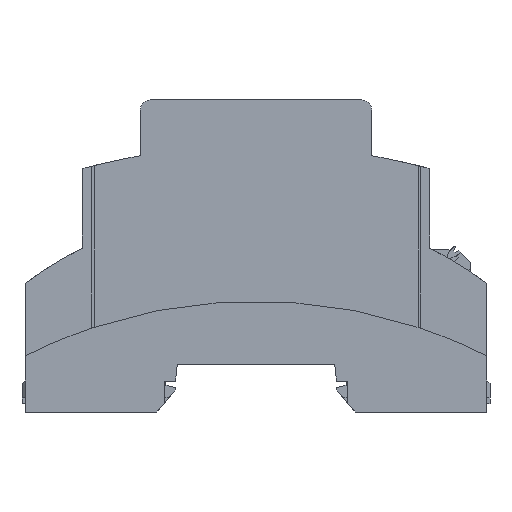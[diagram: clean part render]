
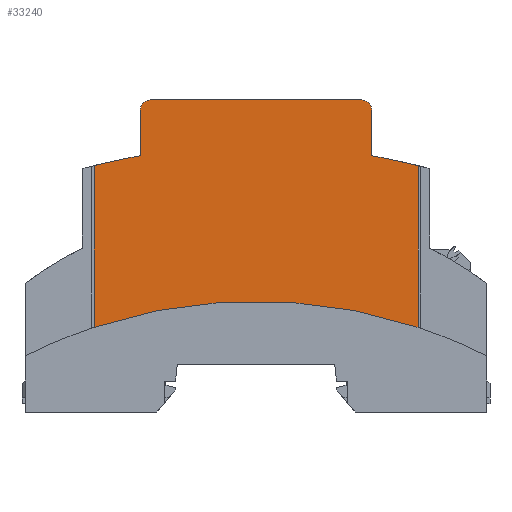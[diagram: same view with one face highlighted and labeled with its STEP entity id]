
A CAD part, left-side view. The second image highlights one B-rep face of the part: STEP entity #33240.
In plain terms, the highlighted face is planar.
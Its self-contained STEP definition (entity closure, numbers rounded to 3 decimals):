
#680=CARTESIAN_POINT('',(-22.5,52.7,0.2));
#690=VERTEX_POINT('',#680);
#720=CARTESIAN_POINT('',(-20.5,52.7,0.2));
#730=DIRECTION('',(0.,0.,-1.));
#740=DIRECTION('',(0.,-1.,0.));
#750=AXIS2_PLACEMENT_3D('',#720,#730,#740);
#760=CIRCLE('',#750,2.);
#770=CARTESIAN_POINT('',(-20.5,54.7,0.2));
#780=VERTEX_POINT('',#770);
#790=EDGE_CURVE('',#690,#780,#760,.T.);
#1080=CARTESIAN_POINT('',(-22.5,43.833,0.2));
#1090=VERTEX_POINT('',#1080);
#1990=CARTESIAN_POINT('',(0.,-83.9,0.2))
;
#2000=DIRECTION('',(0.,0.,-1.));
#2010=DIRECTION('',(1.,0.,0.));
#2020=AXIS2_PLACEMENT_3D('',#1990,#2000,#2010);
#2030=CIRCLE('',#2020,129.7);
#2290=CARTESIAN_POINT('',(-31.5,41.917,
0.2));
#2300=VERTEX_POINT('',#2290);
#2330=EDGE_CURVE('',#2300,#1090,#2030,.T.);
#14850=CARTESIAN_POINT('',(0.,4.45,
0.2));
#14860=DIRECTION('',(0.,0.,-1.));
#14870=DIRECTION('',(-1.,0.,0.));
#14880=AXIS2_PLACEMENT_3D('',#14850,#14860,#14870);
#14890=PLANE('',#14880);
#15170=CARTESIAN_POINT('',(0.,-83.9,0.2
));
#15180=DIRECTION('',(0.,0.,-1.));
#15190=DIRECTION('',(1.,0.,0.));
#15200=AXIS2_PLACEMENT_3D('',#15170,#15180,#15190);
#15210=CIRCLE('',#15200,129.7);
#15340=CARTESIAN_POINT('',(0.,-83.9,
0.2));
#15350=DIRECTION('',(0.,0.,1.));
#15360=DIRECTION('',(1.,0.,0.));
#15370=AXIS2_PLACEMENT_3D('',#15340,#15350,#15360);
#15380=CIRCLE('',#15370,99.5);
#16390=CARTESIAN_POINT('',(-31.5,10.482,
0.2));
#16400=VERTEX_POINT('',#16390);
#16430=CARTESIAN_POINT('',(-31.5,4.45,
0.2));
#16440=DIRECTION('',(0.,1.,0.));
#16450=VECTOR('',#16440,1.);
#16460=LINE('',#16430,#16450);
#16470=EDGE_CURVE('',#16400,#2300,#16460,.T.);
#29100=CARTESIAN_POINT('',(-22.5,4.45,0.2));
#29110=DIRECTION('',(0.,1.,0.));
#29120=VECTOR('',#29110,1.);
#29130=LINE('',#29100,#29120);
#29140=EDGE_CURVE('',#1090,#690,#29130,.T.);
#32790=CARTESIAN_POINT('',(22.5,43.833,
0.2));
#32800=VERTEX_POINT('',#32790);
#32810=CARTESIAN_POINT('',(31.5,41.917,
0.2));
#32820=VERTEX_POINT('',#32810);
#32830=EDGE_CURVE('',#32800,#32820,#15210,.T.);
#32840=ORIENTED_EDGE('',*,*,#32830,.T.);
#32850=CARTESIAN_POINT('',(22.5,4.45,
0.2));
#32860=DIRECTION('',(0.,-1.,0.));
#32870=VECTOR('',#32860,1.);
#32880=LINE('',#32850,#32870);
#32890=CARTESIAN_POINT('',(22.5,52.7,
0.2));
#32900=VERTEX_POINT('',#32890);
#32910=EDGE_CURVE('',#32900,#32800,#32880,.T.);
#32920=ORIENTED_EDGE('',*,*,#32910,.T.);
#32930=CARTESIAN_POINT('',(20.5,52.7,0.2));
#32940=DIRECTION('',(0.,0.,-1.));
#32950=DIRECTION('',(0.,-1.,0.));
#32960=AXIS2_PLACEMENT_3D('',#32930,#32940,#32950);
#32970=CIRCLE('',#32960,2.);
#32980=CARTESIAN_POINT('',(20.5,54.7,0.2));
#32990=VERTEX_POINT('',#32980);
#33000=EDGE_CURVE('',#32990,#32900,#32970,.T.);
#33010=ORIENTED_EDGE('',*,*,#33000,.T.);
#33020=CARTESIAN_POINT('',(0.,54.7,0.2));
#33030=DIRECTION('',(1.,0.,0.));
#33040=VECTOR('',#33030,1.);
#33050=LINE('',#33020,#33040);
#33060=EDGE_CURVE('',#780,#32990,#33050,.T.);
#33070=ORIENTED_EDGE('',*,*,#33060,.T.);
#33080=ORIENTED_EDGE('',*,*,#790,.T.);
#33090=ORIENTED_EDGE('',*,*,#29140,.T.);
#33100=ORIENTED_EDGE('',*,*,#2330,.T.);
#33110=ORIENTED_EDGE('',*,*,#16470,.T.);
#33120=CARTESIAN_POINT('',(31.5,10.482,
0.2));
#33130=VERTEX_POINT('',#33120);
#33140=EDGE_CURVE('',#33130,#16400,#15380,.T.);
#33150=ORIENTED_EDGE('',*,*,#33140,.T.);
#33160=CARTESIAN_POINT('',(31.5,4.45,
0.2));
#33170=DIRECTION('',(0.,1.,0.));
#33180=VECTOR('',#33170,1.);
#33190=LINE('',#33160,#33180);
#33200=EDGE_CURVE('',#33130,#32820,#33190,.T.);
#33210=ORIENTED_EDGE('',*,*,#33200,.F.);
#33220=EDGE_LOOP('',(#33210,#33150,#33110,#33100,#33090,#33080,#33070,
#33010,#32920,#32840));
#33230=FACE_OUTER_BOUND('',#33220,.T.);
#33240=ADVANCED_FACE('',(#33230),#14890,.T.);
